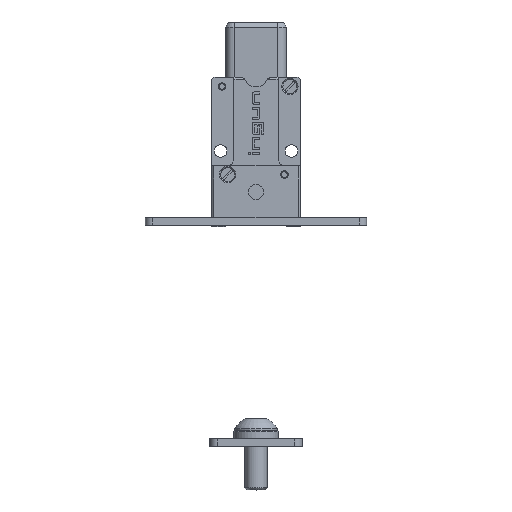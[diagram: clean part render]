
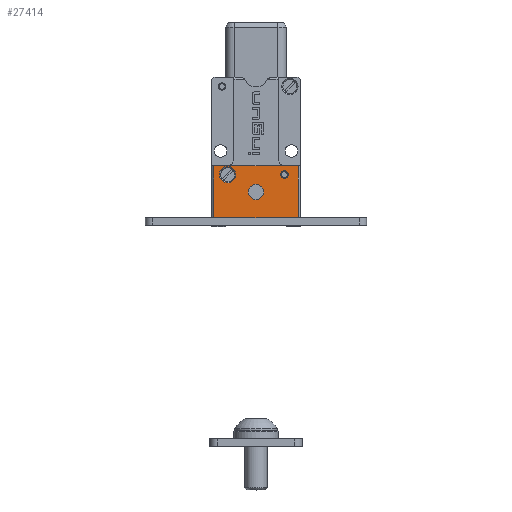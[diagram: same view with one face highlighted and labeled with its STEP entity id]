
A CAD part, top view. The second image highlights one B-rep face of the part: STEP entity #27414.
In plain terms, the highlighted planar face has unit normal (0, 0, 1).
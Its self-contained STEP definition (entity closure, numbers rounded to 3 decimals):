
#275 = CARTESIAN_POINT ( 'NONE',  ( 3.85, -7.425, 3.5 ) ) ;
#698 = DIRECTION ( 'NONE',  ( 0., 1., 0. ) ) ;
#1398 = EDGE_CURVE ( 'NONE', #12056, #5392, #17121, .T. ) ;
#2390 = CARTESIAN_POINT ( 'NONE',  ( 3.85, -6.9, 3.5 ) ) ;
#2533 = CARTESIAN_POINT ( 'NONE',  ( 0., -9.775, 3.5 ) ) ;
#2887 = DIRECTION ( 'NONE',  ( 0., 0., 1. ) ) ;
#3109 = CARTESIAN_POINT ( 'NONE',  ( 3.85, -7.425, 3.5 ) ) ;
#3198 = FACE_OUTER_BOUND ( 'NONE', #9085, .T. ) ;
#3653 = CARTESIAN_POINT ( 'NONE',  ( 0., 0., 3.5 ) ) ;
#3823 = CARTESIAN_POINT ( 'NONE',  ( -3.85, -8.525, 3.5 ) ) ;
#5121 = CARTESIAN_POINT ( 'NONE',  ( -5.7, 0., 3.5 ) ) ;
#5244 = VERTEX_POINT ( 'NONE', #15466 ) ;
#5392 = VERTEX_POINT ( 'NONE', #17773 ) ;
#5864 = EDGE_CURVE ( 'NONE', #5244, #11176, #23479, .T. ) ;
#6280 = ORIENTED_EDGE ( 'NONE', *, *, #20187, .F. ) ;
#6468 = DIRECTION ( 'NONE',  ( 0., -1., 0. ) ) ;
#6605 = ORIENTED_EDGE ( 'NONE', *, *, #5864, .F. ) ;
#6671 = CARTESIAN_POINT ( 'NONE',  ( 6., -13.275, 3.5 ) ) ;
#6825 = DIRECTION ( 'NONE',  ( 1., 0., 0. ) ) ;
#6970 = EDGE_CURVE ( 'NONE', #12056, #13395, #11407, .T. ) ;
#7496 = CARTESIAN_POINT ( 'NONE',  ( -3.85, -7.425, 3.5 ) ) ;
#7918 = CARTESIAN_POINT ( 'NONE',  ( 0., -9.775, 3.5 ) ) ;
#8213 = LINE ( 'NONE', #20741, #12233 ) ;
#9046 = EDGE_LOOP ( 'NONE', ( #9235, #6605 ) ) ;
#9085 = EDGE_LOOP ( 'NONE', ( #23314, #23195, #13589, #20602 ) ) ;
#9235 = ORIENTED_EDGE ( 'NONE', *, *, #19084, .F. ) ;
#9279 = DIRECTION ( 'NONE',  ( 0., 1., 0. ) ) ;
#9703 = VERTEX_POINT ( 'NONE', #13244 ) ;
#10109 = EDGE_CURVE ( 'NONE', #19762, #11232, #13256, .T. ) ;
#10260 = DIRECTION ( 'NONE',  ( 0., -1., 0. ) ) ;
#10366 = VERTEX_POINT ( 'NONE', #3823 ) ;
#10407 = PLANE ( 'NONE',  #23699 ) ;
#10547 = CIRCLE ( 'NONE', #14612, 1.1 ) ;
#11176 = VERTEX_POINT ( 'NONE', #11711 ) ;
#11209 = VECTOR ( 'NONE', #15865, 1000. ) ;
#11232 = VERTEX_POINT ( 'NONE', #2390 ) ;
#11348 = AXIS2_PLACEMENT_3D ( 'NONE', #275, #19110, #9279 ) ;
#11407 = LINE ( 'NONE', #21076, #17079 ) ;
#11454 = VECTOR ( 'NONE', #24218, 1000. ) ;
#11711 = CARTESIAN_POINT ( 'NONE',  ( 0., -8.725, 3.5 ) ) ;
#11763 = AXIS2_PLACEMENT_3D ( 'NONE', #7918, #2887, #12835 ) ;
#12012 = VERTEX_POINT ( 'NONE', #18433 ) ;
#12056 = VERTEX_POINT ( 'NONE', #19201 ) ;
#12233 = VECTOR ( 'NONE', #30246, 1000. ) ;
#12656 = EDGE_LOOP ( 'NONE', ( #6280, #18234 ) ) ;
#12835 = DIRECTION ( 'NONE',  ( 0., 1., 0. ) ) ;
#12888 = AXIS2_PLACEMENT_3D ( 'NONE', #2533, #23705, #31152 ) ;
#13244 = CARTESIAN_POINT ( 'NONE',  ( 5.7, -13.275, 3.5 ) ) ;
#13256 = CIRCLE ( 'NONE', #28914, 0.525 ) ;
#13395 = VERTEX_POINT ( 'NONE', #27284 ) ;
#13589 = ORIENTED_EDGE ( 'NONE', *, *, #1398, .T. ) ;
#13941 = EDGE_CURVE ( 'NONE', #12012, #10366, #10547, .T. ) ;
#14510 = AXIS2_PLACEMENT_3D ( 'NONE', #7496, #16987, #24422 ) ;
#14612 = AXIS2_PLACEMENT_3D ( 'NONE', #25303, #30682, #6468 ) ;
#15466 = CARTESIAN_POINT ( 'NONE',  ( 0., -10.825, 3.5 ) ) ;
#15526 = CIRCLE ( 'NONE', #14510, 1.1 ) ;
#15865 = DIRECTION ( 'NONE',  ( 1., 0., 0. ) ) ;
#16987 = DIRECTION ( 'NONE',  ( 0., 0., -1. ) ) ;
#17079 = VECTOR ( 'NONE', #6825, 1000. ) ;
#17121 = LINE ( 'NONE', #5121, #11454 ) ;
#17250 = EDGE_CURVE ( 'NONE', #9703, #13395, #8213, .T. ) ;
#17736 = FACE_BOUND ( 'NONE', #20655, .T. ) ;
#17773 = CARTESIAN_POINT ( 'NONE',  ( -5.7, -13.275, 3.5 ) ) ;
#17957 = EDGE_CURVE ( 'NONE', #5392, #9703, #25357, .T. ) ;
#18234 = ORIENTED_EDGE ( 'NONE', *, *, #10109, .F. ) ;
#18433 = CARTESIAN_POINT ( 'NONE',  ( -3.85, -6.325, 3.5 ) ) ;
#18567 = ORIENTED_EDGE ( 'NONE', *, *, #28253, .T. ) ;
#19084 = EDGE_CURVE ( 'NONE', #11176, #5244, #29469, .T. ) ;
#19110 = DIRECTION ( 'NONE',  ( 0., 0., 1. ) ) ;
#19201 = CARTESIAN_POINT ( 'NONE',  ( -5.7, -6.225, 3.5 ) ) ;
#19762 = VERTEX_POINT ( 'NONE', #30486 ) ;
#20187 = EDGE_CURVE ( 'NONE', #11232, #19762, #24484, .T. ) ;
#20602 = ORIENTED_EDGE ( 'NONE', *, *, #17957, .T. ) ;
#20655 = EDGE_LOOP ( 'NONE', ( #28196, #18567 ) ) ;
#20741 = CARTESIAN_POINT ( 'NONE',  ( 5.7, 0., 3.5 ) ) ;
#21076 = CARTESIAN_POINT ( 'NONE',  ( -3., -6.225, 3.5 ) ) ;
#22382 = DIRECTION ( 'NONE',  ( 0., 0., 1. ) ) ;
#23195 = ORIENTED_EDGE ( 'NONE', *, *, #6970, .F. ) ;
#23314 = ORIENTED_EDGE ( 'NONE', *, *, #17250, .T. ) ;
#23479 = CIRCLE ( 'NONE', #12888, 1.05 ) ;
#23699 = AXIS2_PLACEMENT_3D ( 'NONE', #3653, #24688, #10260 ) ;
#23705 = DIRECTION ( 'NONE',  ( 0., 0., 1. ) ) ;
#24218 = DIRECTION ( 'NONE',  ( 0., -1., 0. ) ) ;
#24422 = DIRECTION ( 'NONE',  ( 0., -1., 0. ) ) ;
#24484 = CIRCLE ( 'NONE', #11348, 0.525 ) ;
#24688 = DIRECTION ( 'NONE',  ( 0., 0., -1. ) ) ;
#24840 = FACE_BOUND ( 'NONE', #9046, .T. ) ;
#25303 = CARTESIAN_POINT ( 'NONE',  ( -3.85, -7.425, 3.5 ) ) ;
#25357 = LINE ( 'NONE', #6671, #11209 ) ;
#27284 = CARTESIAN_POINT ( 'NONE',  ( 5.7, -6.225, 3.5 ) ) ;
#27368 = FACE_BOUND ( 'NONE', #12656, .T. ) ;
#27414 = ADVANCED_FACE ( 'NONE', ( #17736, #24840, #27368, #3198 ), #10407, .F. ) ;
#28196 = ORIENTED_EDGE ( 'NONE', *, *, #13941, .T. ) ;
#28253 = EDGE_CURVE ( 'NONE', #10366, #12012, #15526, .T. ) ;
#28914 = AXIS2_PLACEMENT_3D ( 'NONE', #3109, #22382, #698 ) ;
#29469 = CIRCLE ( 'NONE', #11763, 1.05 ) ;
#30246 = DIRECTION ( 'NONE',  ( 0., 1., 0. ) ) ;
#30486 = CARTESIAN_POINT ( 'NONE',  ( 3.85, -7.95, 3.5 ) ) ;
#30682 = DIRECTION ( 'NONE',  ( 0., 0., -1. ) ) ;
#31152 = DIRECTION ( 'NONE',  ( 0., 1., 0. ) ) ;
